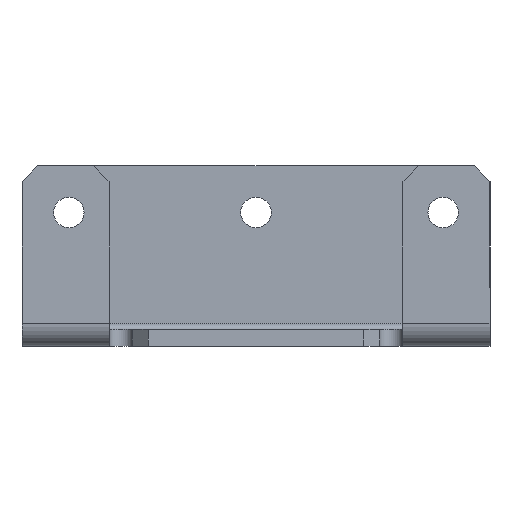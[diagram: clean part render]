
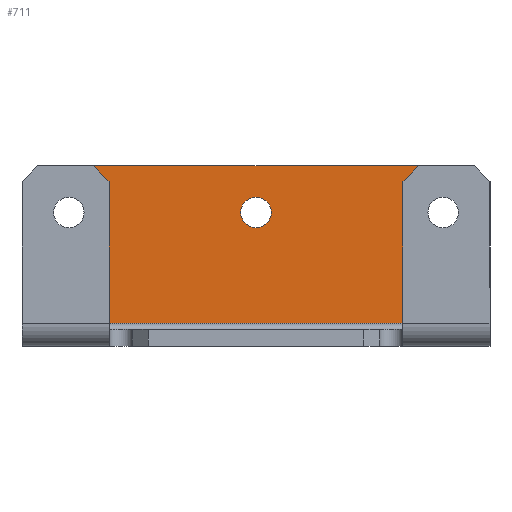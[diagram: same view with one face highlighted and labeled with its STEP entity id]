
A CAD part, front view. The second image highlights one B-rep face of the part: STEP entity #711.
In plain terms, the highlighted planar face has unit normal (0, -1, 0).
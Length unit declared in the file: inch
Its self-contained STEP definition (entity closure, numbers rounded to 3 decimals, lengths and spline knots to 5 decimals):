
#58 = ORIENTED_EDGE ( 'NONE', *, *, #819, .T. ) ;
#73 = ORIENTED_EDGE ( 'NONE', *, *, #1116, .F. ) ;
#77 = VECTOR ( 'NONE', #151, 39.37008 ) ;
#79 = DIRECTION ( 'NONE',  ( 0., 0., -1. ) ) ;
#104 = CARTESIAN_POINT ( 'NONE',  ( 1., 0.5025, 0.715 ) ) ;
#110 = DIRECTION ( 'NONE',  ( -0.707, 0., 0.707 ) ) ;
#147 = DIRECTION ( 'NONE',  ( -0.707, 0., -0.707 ) ) ;
#151 = DIRECTION ( 'NONE',  ( 0., 0., -1. ) ) ;
#179 = CARTESIAN_POINT ( 'NONE',  ( 1.25, 0.5025, 0.88 ) ) ;
#186 = CARTESIAN_POINT ( 'NONE',  ( 0., 0.5025, 0.715 ) ) ;
#231 = CARTESIAN_POINT ( 'NONE',  ( -1.25, 0.5025, 0.122 ) ) ;
#240 = ORIENTED_EDGE ( 'NONE', *, *, #1318, .F. ) ;
#246 = DIRECTION ( 'NONE',  ( 0., -1., 0. ) ) ;
#275 = DIRECTION ( 'NONE',  ( 0., 0., 1. ) ) ;
#284 = EDGE_CURVE ( 'NONE', #1836, #1027, #673, .T. ) ;
#295 = CARTESIAN_POINT ( 'NONE',  ( 1.25, 0.5025, 0.09 ) ) ;
#296 = VECTOR ( 'NONE', #110, 39.37008 ) ;
#350 = CARTESIAN_POINT ( 'NONE',  ( 1.165, 0.5025, 0.965 ) ) ;
#363 = LINE ( 'NONE', #432, #1286 ) ;
#369 = DIRECTION ( 'NONE',  ( 0., 0., -1. ) ) ;
#382 = EDGE_LOOP ( 'NONE', ( #1937, #1944 ) ) ;
#389 = CARTESIAN_POINT ( 'NONE',  ( 0., 0.5025, 0.7965 ) ) ;
#421 = EDGE_CURVE ( 'NONE', #900, #692, #424, .T. ) ;
#424 = CIRCLE ( 'NONE', #1450, 0.0815 ) ;
#432 = CARTESIAN_POINT ( 'NONE',  ( 1.25, 0.5025, 0.965 ) ) ;
#436 = CIRCLE ( 'NONE', #1405, 0.0815 ) ;
#440 = EDGE_CURVE ( 'NONE', #2102, #806, #610, .T. ) ;
#446 = DIRECTION ( 'NONE',  ( 0., -1., 0. ) ) ;
#495 = VECTOR ( 'NONE', #147, 39.37008 ) ;
#557 = EDGE_LOOP ( 'NONE', ( #1963, #1990 ) ) ;
#606 = LINE ( 'NONE', #1204, #1858 ) ;
#610 = CIRCLE ( 'NONE', #1159, 0.0815 ) ;
#642 = AXIS2_PLACEMENT_3D ( 'NONE', #186, #1403, #369 ) ;
#673 = LINE ( 'NONE', #295, #77 ) ;
#692 = VERTEX_POINT ( 'NONE', #1292 ) ;
#705 = EDGE_CURVE ( 'NONE', #1303, #893, #363, .T. ) ;
#711 = ADVANCED_FACE ( 'NONE', ( #1688, #1334, #1743, #2128 ), #1297, .T. ) ;
#733 = EDGE_LOOP ( 'NONE', ( #2118, #2121, #2165, #58, #73, #240 ) ) ;
#779 = LINE ( 'NONE', #832, #296 ) ;
#799 = DIRECTION ( 'NONE',  ( 0., 0., -1. ) ) ;
#806 = VERTEX_POINT ( 'NONE', #1859 ) ;
#819 = EDGE_CURVE ( 'NONE', #1303, #2187, #1420, .T. ) ;
#832 = CARTESIAN_POINT ( 'NONE',  ( 1.065, 0.5025, 1.065 ) ) ;
#851 = DIRECTION ( 'NONE',  ( 0., -1., 0. ) ) ;
#856 = DIRECTION ( 'NONE',  ( 0., -1., 0. ) ) ;
#893 = VERTEX_POINT ( 'NONE', #350 ) ;
#900 = VERTEX_POINT ( 'NONE', #1736 ) ;
#901 = CARTESIAN_POINT ( 'NONE',  ( 0., 0.5025, 0.6335 ) ) ;
#923 = CARTESIAN_POINT ( 'NONE',  ( 1., 0.5025, 0.715 ) ) ;
#937 = EDGE_CURVE ( 'NONE', #1956, #1855, #1486, .T. ) ;
#1027 = VERTEX_POINT ( 'NONE', #2080 ) ;
#1048 = DIRECTION ( 'NONE',  ( -1., 0., 0. ) ) ;
#1093 = DIRECTION ( 'NONE',  ( 0., 0., -1. ) ) ;
#1116 = EDGE_CURVE ( 'NONE', #2070, #2187, #1782, .T. ) ;
#1159 = AXIS2_PLACEMENT_3D ( 'NONE', #1847, #851, #2024 ) ;
#1162 = EDGE_CURVE ( 'NONE', #1836, #893, #779, .T. ) ;
#1204 = CARTESIAN_POINT ( 'NONE',  ( 1.25, 0.5025, 0.122 ) ) ;
#1286 = VECTOR ( 'NONE', #1644, 39.37008 ) ;
#1291 = CARTESIAN_POINT ( 'NONE',  ( 0., 0.5025, 0.715 ) ) ;
#1292 = CARTESIAN_POINT ( 'NONE',  ( 1., 0.5025, 0.6335 ) ) ;
#1297 = PLANE ( 'NONE',  #1416 ) ;
#1303 = VERTEX_POINT ( 'NONE', #1539 ) ;
#1318 = EDGE_CURVE ( 'NONE', #1027, #2070, #606, .T. ) ;
#1334 = FACE_BOUND ( 'NONE', #382, .T. ) ;
#1386 = EDGE_CURVE ( 'NONE', #692, #900, #436, .T. ) ;
#1403 = DIRECTION ( 'NONE',  ( 0., -1., 0. ) ) ;
#1405 = AXIS2_PLACEMENT_3D ( 'NONE', #923, #2094, #1093 ) ;
#1416 = AXIS2_PLACEMENT_3D ( 'NONE', #1469, #1806, #799 ) ;
#1420 = LINE ( 'NONE', #1531, #495 ) ;
#1450 = AXIS2_PLACEMENT_3D ( 'NONE', #104, #446, #79 ) ;
#1457 = CARTESIAN_POINT ( 'NONE',  ( -1., 0.5025, 0.7965 ) ) ;
#1459 = DIRECTION ( 'NONE',  ( 0., 0., -1. ) ) ;
#1463 = EDGE_LOOP ( 'NONE', ( #1796, #1807 ) ) ;
#1469 = CARTESIAN_POINT ( 'NONE',  ( 0., 0.5025, 0. ) ) ;
#1472 = AXIS2_PLACEMENT_3D ( 'NONE', #1857, #856, #2029 ) ;
#1483 = CIRCLE ( 'NONE', #1472, 0.0815 ) ;
#1486 = CIRCLE ( 'NONE', #642, 0.0815 ) ;
#1492 = EDGE_CURVE ( 'NONE', #1855, #1956, #1761, .T. ) ;
#1531 = CARTESIAN_POINT ( 'NONE',  ( -1.065, 0.5025, 1.065 ) ) ;
#1539 = CARTESIAN_POINT ( 'NONE',  ( -1.165, 0.5025, 0.965 ) ) ;
#1617 = EDGE_CURVE ( 'NONE', #806, #2102, #1483, .T. ) ;
#1644 = DIRECTION ( 'NONE',  ( 1., 0., 0. ) ) ;
#1688 = FACE_BOUND ( 'NONE', #1463, .T. ) ;
#1736 = CARTESIAN_POINT ( 'NONE',  ( 1., 0.5025, 0.7965 ) ) ;
#1743 = FACE_BOUND ( 'NONE', #557, .T. ) ;
#1761 = CIRCLE ( 'NONE', #2088, 0.0815 ) ;
#1782 = LINE ( 'NONE', #2161, #2126 ) ;
#1796 = ORIENTED_EDGE ( 'NONE', *, *, #421, .F. ) ;
#1806 = DIRECTION ( 'NONE',  ( 0., -1., 0. ) ) ;
#1807 = ORIENTED_EDGE ( 'NONE', *, *, #1386, .F. ) ;
#1836 = VERTEX_POINT ( 'NONE', #179 ) ;
#1847 = CARTESIAN_POINT ( 'NONE',  ( -1., 0.5025, 0.715 ) ) ;
#1855 = VERTEX_POINT ( 'NONE', #901 ) ;
#1857 = CARTESIAN_POINT ( 'NONE',  ( -1., 0.5025, 0.715 ) ) ;
#1858 = VECTOR ( 'NONE', #1048, 39.37008 ) ;
#1859 = CARTESIAN_POINT ( 'NONE',  ( -1., 0.5025, 0.6335 ) ) ;
#1937 = ORIENTED_EDGE ( 'NONE', *, *, #937, .F. ) ;
#1944 = ORIENTED_EDGE ( 'NONE', *, *, #1492, .F. ) ;
#1956 = VERTEX_POINT ( 'NONE', #389 ) ;
#1963 = ORIENTED_EDGE ( 'NONE', *, *, #440, .F. ) ;
#1973 = CARTESIAN_POINT ( 'NONE',  ( -1.25, 0.5025, 0.88 ) ) ;
#1990 = ORIENTED_EDGE ( 'NONE', *, *, #1617, .F. ) ;
#2024 = DIRECTION ( 'NONE',  ( 0., 0., -1. ) ) ;
#2029 = DIRECTION ( 'NONE',  ( 0., 0., -1. ) ) ;
#2070 = VERTEX_POINT ( 'NONE', #231 ) ;
#2080 = CARTESIAN_POINT ( 'NONE',  ( 1.25, 0.5025, 0.122 ) ) ;
#2088 = AXIS2_PLACEMENT_3D ( 'NONE', #1291, #246, #1459 ) ;
#2094 = DIRECTION ( 'NONE',  ( 0., -1., 0. ) ) ;
#2102 = VERTEX_POINT ( 'NONE', #1457 ) ;
#2118 = ORIENTED_EDGE ( 'NONE', *, *, #284, .F. ) ;
#2121 = ORIENTED_EDGE ( 'NONE', *, *, #1162, .T. ) ;
#2126 = VECTOR ( 'NONE', #275, 39.37008 ) ;
#2128 = FACE_OUTER_BOUND ( 'NONE', #733, .T. ) ;
#2161 = CARTESIAN_POINT ( 'NONE',  ( -1.25, 0.5025, 0.965 ) ) ;
#2165 = ORIENTED_EDGE ( 'NONE', *, *, #705, .F. ) ;
#2187 = VERTEX_POINT ( 'NONE', #1973 ) ;
